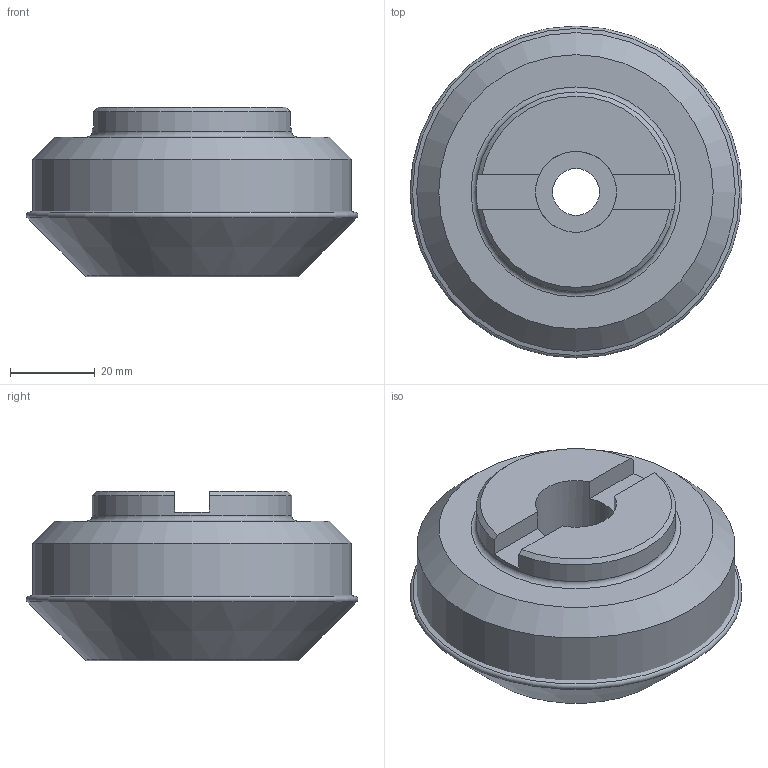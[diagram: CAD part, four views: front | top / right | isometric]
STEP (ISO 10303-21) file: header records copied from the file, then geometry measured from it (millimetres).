
FILE_DESCRIPTION(/* description */ (''),/* implementation_level */ '2;1');
FILE_NAME(/* name */ 'R220.47-02.00.stp',/* time_stamp */ '2017-10-26T10:33:05+05:00',/* author */ (''),/* organization */ (''),/* preprocessor_version */ 'ST-DEVELOPER v16',/* originating_system */ 'SIEMENS PLM Software NX 11.0',/* authorisation */ '');
FILE_SCHEMA (('AUTOMOTIVE_DESIGN { 1 0 10303 214 3 1 1 1 }'));
Length unit declared in the file: millimetre
Products named in the file (1): R220.47-02.00
Bounding box: 78.16 x 78.16 x 39.88 mm (x, y, z)
Volume: 156905.3 mm3; surface area: 27345.5 mm2
Topology: 2 solids, 2 shells, 30 faces, 66 edges, 41 vertices
Faces by surface type: plane 13, cone 8, cylinder 5, torus 4
Full cylindrical faces by diameter (mm): 11 x1, 16 x1, 19.061 x1, 47 x1, 75 x1
Entity records: 813 total; most frequent: DIRECTION 142, CARTESIAN_POINT 134, ORIENTED_EDGE 98, AXIS2_PLACEMENT_3D 63, EDGE_LOOP 50, EDGE_CURVE 49, FACE_BOUND 40, VERTEX_POINT 39
